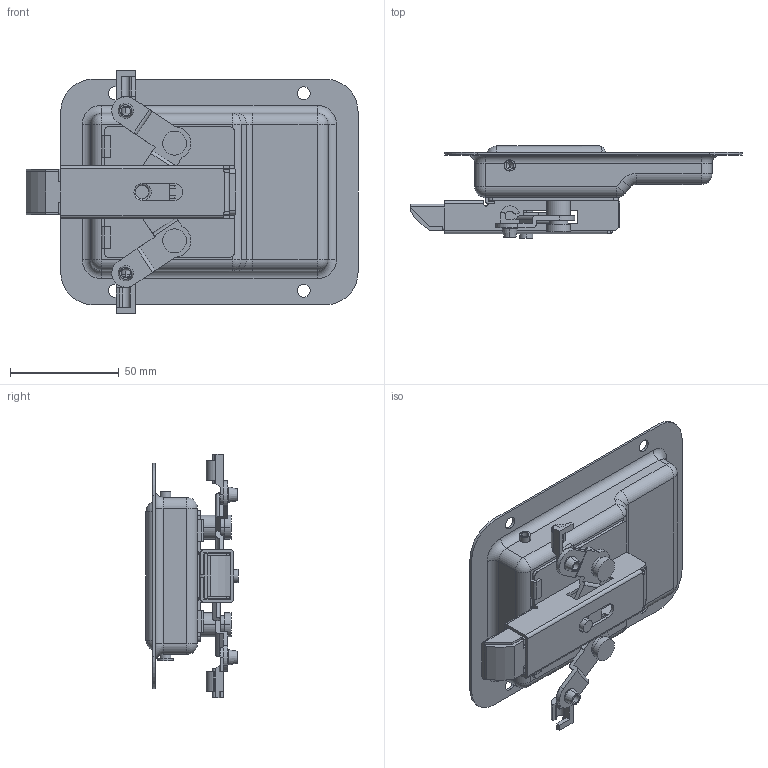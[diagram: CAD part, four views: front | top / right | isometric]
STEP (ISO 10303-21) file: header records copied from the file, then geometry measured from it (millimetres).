
FILE_DESCRIPTION (( 'STEP AP203' ), '1' );
FILE_NAME ('A-1882-A-2.STEP', '2020-02-10T06:32:20', ( '' ), ( '' ), 'SwSTEP 2.0', 'SolidWorks 2018', '' );
FILE_SCHEMA (( 'CONFIG_CONTROL_DESIGN' ));
Length unit declared in the file: millimetre
Products named in the file (15): A-1882-A-2_儔僢僠C_; A-1882-A-2_ラッチケース_; A-1882-A-2_ラッチシャフト_; A-1882-A-2_儔僢僠A_; A-1882-A-2_アームスペーサー_; A-1882-A-2_儔僢僠傾乕儉L_; A-1882-A-2_ハンドル_; A-1882-A-2_儔僢僠Assy_; A-1882-A-2_儔僢僠傾乕儉R_; A-1882-A-2_ラッチガイド_; A-1882-A-2_儔僢僠B_; A-1882-A-2_AC-25-Q-14__公開用; A-1882-A-2_本体_; A-1882-A-2; A-1882-A-2_ハンドルシャフト_
Assembly tree (16 placements, depth 3):
  A-1882-A-2
    A-1882-A-2_本体_
    A-1882-A-2_ハンドル_
    A-1882-A-2_ハンドルシャフト_
    A-1882-A-2_ラッチケース_
    A-1882-A-2_ラッチガイド_
    A-1882-A-2_儔僢僠傾乕儉R_
    A-1882-A-2_儔僢僠傾乕儉L_
    A-1882-A-2_アームスペーサー_  x2
    A-1882-A-2_ラッチシャフト_
    A-1882-A-2_儔僢僠Assy_
      A-1882-A-2_儔僢僠A_
      A-1882-A-2_儔僢僠B_
      A-1882-A-2_儔僢僠C_
    A-1882-A-2_AC-25-Q-14__公開用  x2
Bounding box: 153 x 42.4 x 112.35 mm (x, y, z)
Volume: 90661.8 mm3; surface area: 82859.5 mm2
Topology: 15 solids, 15 shells, 651 faces, 1708 edges, 1080 vertices
Faces by surface type: plane 334, cylinder 267, torus 22, sphere 14, cone 10, bspline 4
Entity records: 20716 total; most frequent: CARTESIAN_POINT 3673, DIRECTION 3328, ORIENTED_EDGE 3160, EDGE_CURVE 1580, AXIS2_PLACEMENT_3D 1149, VECTOR 1030, LINE 1030, VERTEX_POINT 1008
